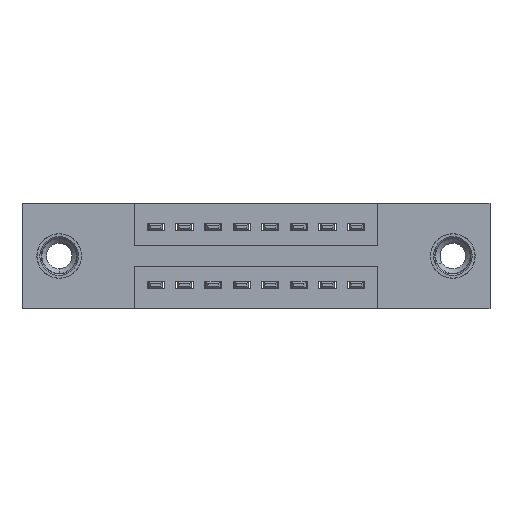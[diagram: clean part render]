
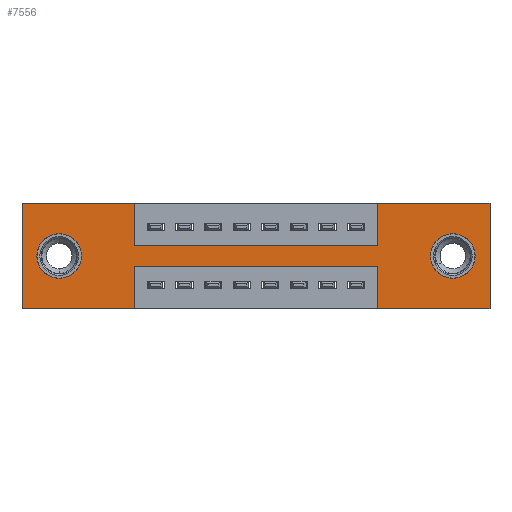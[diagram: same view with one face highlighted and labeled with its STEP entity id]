
A CAD part, front view. The second image highlights one B-rep face of the part: STEP entity #7556.
In plain terms, the highlighted planar face has unit normal (0, -1, 0).
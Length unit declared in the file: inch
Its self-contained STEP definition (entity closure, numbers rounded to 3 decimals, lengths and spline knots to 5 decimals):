
#15 = CARTESIAN_POINT ( 'NONE',  ( 0.13, 0., -0.185 ) ) ;
#115 = EDGE_CURVE ( 'NONE', #563, #7277, #8619, .T. ) ;
#376 = EDGE_CURVE ( 'NONE', #7277, #563, #10288, .T. ) ;
#483 = DIRECTION ( 'NONE',  ( 1., 0., 0. ) ) ;
#496 = LINE ( 'NONE', #6347, #2111 ) ;
#563 = VERTEX_POINT ( 'NONE', #4665 ) ;
#690 = ORIENTED_EDGE ( 'NONE', *, *, #4164, .F. ) ;
#741 = VERTEX_POINT ( 'NONE', #5281 ) ;
#772 = CARTESIAN_POINT ( 'NONE',  ( 1.505, 0., -0.185 ) ) ;
#859 = EDGE_CURVE ( 'NONE', #8220, #943, #5781, .T. ) ;
#943 = VERTEX_POINT ( 'NONE', #5344 ) ;
#962 = CARTESIAN_POINT ( 'NONE',  ( 0., 0., -0.37 ) ) ;
#1228 = AXIS2_PLACEMENT_3D ( 'NONE', #8270, #9157, #3726 ) ;
#1363 = DIRECTION ( 'NONE',  ( 0., 1., 0. ) ) ;
#1454 = CARTESIAN_POINT ( 'NONE',  ( 0.13, 0., -0.185 ) ) ;
#1471 = DIRECTION ( 'NONE',  ( 0., 1., 0. ) ) ;
#1644 = VERTEX_POINT ( 'NONE', #7820 ) ;
#1732 = DIRECTION ( 'NONE',  ( 0., 0., -1. ) ) ;
#1910 = LINE ( 'NONE', #5503, #11287 ) ;
#2111 = VECTOR ( 'NONE', #4543, 39.37008 ) ;
#2128 = LINE ( 'NONE', #5483, #9422 ) ;
#2398 = CARTESIAN_POINT ( 'NONE',  ( 0., 0., 0. ) ) ;
#2432 = CIRCLE ( 'NONE', #9386, 0.078 ) ;
#2474 = CARTESIAN_POINT ( 'NONE',  ( 0., 0., 0. ) ) ;
#2495 = EDGE_LOOP ( 'NONE', ( #690, #3110, #3830, #2585, #6016, #8822, #3275, #3332, #6604, #7065, #8228, #7350 ) ) ;
#2500 = CARTESIAN_POINT ( 'NONE',  ( 0., 0., 0. ) ) ;
#2585 = ORIENTED_EDGE ( 'NONE', *, *, #5384, .F. ) ;
#2733 = CARTESIAN_POINT ( 'NONE',  ( 0.3925, 0., -0.37 ) ) ;
#2776 = PLANE ( 'NONE',  #1228 ) ;
#2793 = CARTESIAN_POINT ( 'NONE',  ( 0.3925, 0., -0.22 ) ) ;
#3094 = LINE ( 'NONE', #8410, #5258 ) ;
#3110 = ORIENTED_EDGE ( 'NONE', *, *, #9191, .F. ) ;
#3275 = ORIENTED_EDGE ( 'NONE', *, *, #4820, .F. ) ;
#3332 = ORIENTED_EDGE ( 'NONE', *, *, #9822, .F. ) ;
#3333 = ORIENTED_EDGE ( 'NONE', *, *, #115, .T. ) ;
#3336 = VERTEX_POINT ( 'NONE', #3407 ) ;
#3407 = CARTESIAN_POINT ( 'NONE',  ( 1.2425, 0., -0.37 ) ) ;
#3567 = EDGE_CURVE ( 'NONE', #741, #10537, #4429, .T. ) ;
#3679 = FACE_BOUND ( 'NONE', #11516, .T. ) ;
#3698 = DIRECTION ( 'NONE',  ( -1., 0., 0. ) ) ;
#3726 = DIRECTION ( 'NONE',  ( 0., 0., -1. ) ) ;
#3743 = DIRECTION ( 'NONE',  ( -1., 0., 0. ) ) ;
#3768 = CARTESIAN_POINT ( 'NONE',  ( 0., 0., 0. ) ) ;
#3830 = ORIENTED_EDGE ( 'NONE', *, *, #10922, .F. ) ;
#3837 = LINE ( 'NONE', #2474, #6563 ) ;
#4164 = EDGE_CURVE ( 'NONE', #1644, #741, #11727, .T. ) ;
#4279 = DIRECTION ( 'NONE',  ( 0., 0., 1. ) ) ;
#4290 = EDGE_CURVE ( 'NONE', #10486, #9406, #3094, .T. ) ;
#4429 = LINE ( 'NONE', #962, #8687 ) ;
#4493 = VECTOR ( 'NONE', #3743, 39.37008 ) ;
#4543 = DIRECTION ( 'NONE',  ( 0., 0., 1. ) ) ;
#4553 = VECTOR ( 'NONE', #9152, 39.37008 ) ;
#4606 = DIRECTION ( 'NONE',  ( 1., 0., 0. ) ) ;
#4639 = DIRECTION ( 'NONE',  ( 0., 0., -1. ) ) ;
#4665 = CARTESIAN_POINT ( 'NONE',  ( 0.13, 0., -0.107 ) ) ;
#4670 = VERTEX_POINT ( 'NONE', #10701 ) ;
#4776 = LINE ( 'NONE', #2793, #4493 ) ;
#4792 = DIRECTION ( 'NONE',  ( 0., 0., -1. ) ) ;
#4820 = EDGE_CURVE ( 'NONE', #10832, #6708, #1910, .T. ) ;
#5058 = CARTESIAN_POINT ( 'NONE',  ( 1.2425, 0., 0. ) ) ;
#5258 = VECTOR ( 'NONE', #4792, 39.37008 ) ;
#5281 = CARTESIAN_POINT ( 'NONE',  ( 0.3925, 0., -0.37 ) ) ;
#5331 = DIRECTION ( 'NONE',  ( 0., 1., 0. ) ) ;
#5343 = CARTESIAN_POINT ( 'NONE',  ( 1.2425, 0., -0.15 ) ) ;
#5344 = CARTESIAN_POINT ( 'NONE',  ( 1.635, 0., -0.37 ) ) ;
#5384 = EDGE_CURVE ( 'NONE', #943, #3336, #10450, .T. ) ;
#5483 = CARTESIAN_POINT ( 'NONE',  ( 0.3925, 0., -0.15 ) ) ;
#5503 = CARTESIAN_POINT ( 'NONE',  ( 1.2425, 0., 0. ) ) ;
#5693 = CIRCLE ( 'NONE', #6284, 0.078 ) ;
#5781 = LINE ( 'NONE', #6303, #8204 ) ;
#5792 = CARTESIAN_POINT ( 'NONE',  ( 0., 0., -0.37 ) ) ;
#6016 = ORIENTED_EDGE ( 'NONE', *, *, #859, .F. ) ;
#6054 = CARTESIAN_POINT ( 'NONE',  ( 1.505, 0., -0.107 ) ) ;
#6284 = AXIS2_PLACEMENT_3D ( 'NONE', #10732, #5331, #11606 ) ;
#6303 = CARTESIAN_POINT ( 'NONE',  ( 1.635, 0., 0. ) ) ;
#6347 = CARTESIAN_POINT ( 'NONE',  ( 1.2425, 0., -0.37 ) ) ;
#6541 = DIRECTION ( 'NONE',  ( -1., 0., 0. ) ) ;
#6563 = VECTOR ( 'NONE', #7967, 39.37008 ) ;
#6604 = ORIENTED_EDGE ( 'NONE', *, *, #4290, .F. ) ;
#6619 = LINE ( 'NONE', #2398, #9008 ) ;
#6708 = VERTEX_POINT ( 'NONE', #5058 ) ;
#6776 = VERTEX_POINT ( 'NONE', #6054 ) ;
#6843 = EDGE_CURVE ( 'NONE', #11663, #10486, #3837, .T. ) ;
#6911 = EDGE_CURVE ( 'NONE', #10758, #6776, #5693, .T. ) ;
#6920 = LINE ( 'NONE', #2500, #11371 ) ;
#7065 = ORIENTED_EDGE ( 'NONE', *, *, #6843, .F. ) ;
#7266 = DIRECTION ( 'NONE',  ( 0., 1., 0. ) ) ;
#7277 = VERTEX_POINT ( 'NONE', #11246 ) ;
#7350 = ORIENTED_EDGE ( 'NONE', *, *, #3567, .F. ) ;
#7351 = CARTESIAN_POINT ( 'NONE',  ( 1.635, 0., 0. ) ) ;
#7556 = ADVANCED_FACE ( 'NONE', ( #8245, #3679, #10592 ), #2776, .T. ) ;
#7677 = CARTESIAN_POINT ( 'NONE',  ( 0.3925, 0., -0.15 ) ) ;
#7820 = CARTESIAN_POINT ( 'NONE',  ( 0.3925, 0., -0.22 ) ) ;
#7915 = ORIENTED_EDGE ( 'NONE', *, *, #10893, .T. ) ;
#7944 = CARTESIAN_POINT ( 'NONE',  ( 1.505, 0., -0.263 ) ) ;
#7967 = DIRECTION ( 'NONE',  ( 1., 0., 0. ) ) ;
#8204 = VECTOR ( 'NONE', #4639, 39.37008 ) ;
#8220 = VERTEX_POINT ( 'NONE', #7351 ) ;
#8228 = ORIENTED_EDGE ( 'NONE', *, *, #10275, .F. ) ;
#8243 = CARTESIAN_POINT ( 'NONE',  ( 0., 0., -0.37 ) ) ;
#8245 = FACE_BOUND ( 'NONE', #11164, .T. ) ;
#8270 = CARTESIAN_POINT ( 'NONE',  ( 0., 0., -0.37 ) ) ;
#8410 = CARTESIAN_POINT ( 'NONE',  ( 0.3925, 0., 0. ) ) ;
#8619 = CIRCLE ( 'NONE', #9725, 0.078 ) ;
#8687 = VECTOR ( 'NONE', #6541, 39.37008 ) ;
#8822 = ORIENTED_EDGE ( 'NONE', *, *, #10733, .F. ) ;
#8878 = DIRECTION ( 'NONE',  ( 0., 0., 1. ) ) ;
#9008 = VECTOR ( 'NONE', #483, 39.37008 ) ;
#9152 = DIRECTION ( 'NONE',  ( 0., 0., -1. ) ) ;
#9157 = DIRECTION ( 'NONE',  ( 0., -1., 0. ) ) ;
#9191 = EDGE_CURVE ( 'NONE', #4670, #1644, #4776, .T. ) ;
#9327 = ORIENTED_EDGE ( 'NONE', *, *, #6911, .T. ) ;
#9386 = AXIS2_PLACEMENT_3D ( 'NONE', #772, #7266, #1732 ) ;
#9406 = VERTEX_POINT ( 'NONE', #7677 ) ;
#9422 = VECTOR ( 'NONE', #4606, 39.37008 ) ;
#9504 = DIRECTION ( 'NONE',  ( 0., 0., 1. ) ) ;
#9725 = AXIS2_PLACEMENT_3D ( 'NONE', #15, #1471, #4279 ) ;
#9822 = EDGE_CURVE ( 'NONE', #9406, #10832, #2128, .T. ) ;
#9894 = ORIENTED_EDGE ( 'NONE', *, *, #376, .T. ) ;
#9899 = VECTOR ( 'NONE', #3698, 39.37008 ) ;
#9993 = DIRECTION ( 'NONE',  ( 0., 0., 1. ) ) ;
#10275 = EDGE_CURVE ( 'NONE', #10537, #11663, #6920, .T. ) ;
#10288 = CIRCLE ( 'NONE', #10695, 0.078 ) ;
#10450 = LINE ( 'NONE', #8243, #9899 ) ;
#10486 = VERTEX_POINT ( 'NONE', #11082 ) ;
#10537 = VERTEX_POINT ( 'NONE', #5792 ) ;
#10592 = FACE_OUTER_BOUND ( 'NONE', #2495, .T. ) ;
#10695 = AXIS2_PLACEMENT_3D ( 'NONE', #1454, #1363, #9504 ) ;
#10701 = CARTESIAN_POINT ( 'NONE',  ( 1.2425, 0., -0.22 ) ) ;
#10732 = CARTESIAN_POINT ( 'NONE',  ( 1.505, 0., -0.185 ) ) ;
#10733 = EDGE_CURVE ( 'NONE', #6708, #8220, #6619, .T. ) ;
#10758 = VERTEX_POINT ( 'NONE', #7944 ) ;
#10832 = VERTEX_POINT ( 'NONE', #5343 ) ;
#10893 = EDGE_CURVE ( 'NONE', #6776, #10758, #2432, .T. ) ;
#10922 = EDGE_CURVE ( 'NONE', #3336, #4670, #496, .T. ) ;
#11082 = CARTESIAN_POINT ( 'NONE',  ( 0.3925, 0., 0. ) ) ;
#11164 = EDGE_LOOP ( 'NONE', ( #7915, #9327 ) ) ;
#11246 = CARTESIAN_POINT ( 'NONE',  ( 0.13, 0., -0.263 ) ) ;
#11287 = VECTOR ( 'NONE', #9993, 39.37008 ) ;
#11371 = VECTOR ( 'NONE', #8878, 39.37008 ) ;
#11516 = EDGE_LOOP ( 'NONE', ( #3333, #9894 ) ) ;
#11606 = DIRECTION ( 'NONE',  ( 0., 0., -1. ) ) ;
#11663 = VERTEX_POINT ( 'NONE', #3768 ) ;
#11727 = LINE ( 'NONE', #2733, #4553 ) ;
